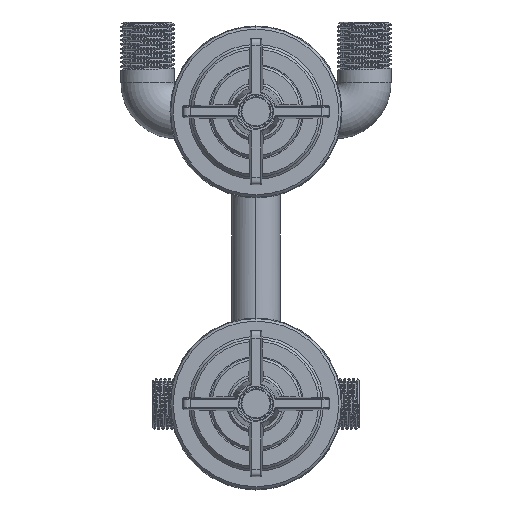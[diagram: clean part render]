
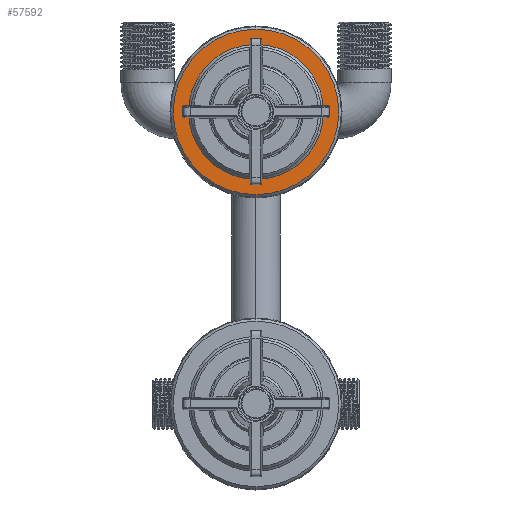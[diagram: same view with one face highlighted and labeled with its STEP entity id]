
A CAD part, top view. The second image highlights one B-rep face of the part: STEP entity #57592.
In plain terms, the highlighted planar face has unit normal (0, 0, 1).
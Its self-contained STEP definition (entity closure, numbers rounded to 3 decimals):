
#356 = DIRECTION ( 'NONE',  ( 0., 0., 1. ) ) ;
#10187 = VERTEX_POINT ( 'NONE', #29116 ) ;
#11887 = CARTESIAN_POINT ( 'NONE',  ( 0., 32.25, 37. ) ) ;
#12974 = DIRECTION ( 'NONE',  ( 0., 0., -1. ) ) ;
#13479 = EDGE_CURVE ( 'NONE', #60881, #55944, #40181, .T. ) ;
#13536 = DIRECTION ( 'NONE',  ( 0., 0., 1. ) ) ;
#14826 = CARTESIAN_POINT ( 'NONE',  ( 0., 87.75, 37. ) ) ;
#17788 = DIRECTION ( 'NONE',  ( 0., 0., -1. ) ) ;
#21330 = AXIS2_PLACEMENT_3D ( 'NONE', #27059, #65562, #32626 ) ;
#22325 = AXIS2_PLACEMENT_3D ( 'NONE', #46598, #13536, #52105 ) ;
#25023 = EDGE_CURVE ( 'NONE', #10187, #57998, #60771, .T. ) ;
#27059 = CARTESIAN_POINT ( 'NONE',  ( 0., 60., 37. ) ) ;
#27624 = PLANE ( 'NONE',  #38969 ) ;
#27871 = EDGE_LOOP ( 'NONE', ( #54035, #37316 ) ) ;
#28878 = EDGE_CURVE ( 'NONE', #55944, #60881, #49042, .T. ) ;
#29116 = CARTESIAN_POINT ( 'NONE',  ( 0., 94., 37. ) ) ;
#29888 = CARTESIAN_POINT ( 'NONE',  ( 0., 26., 37. ) ) ;
#32626 = DIRECTION ( 'NONE',  ( 0., -1., 0. ) ) ;
#33382 = CARTESIAN_POINT ( 'NONE',  ( 0., 60., 37. ) ) ;
#34799 = ORIENTED_EDGE ( 'NONE', *, *, #28878, .T. ) ;
#37316 = ORIENTED_EDGE ( 'NONE', *, *, #56449, .T. ) ;
#38952 = DIRECTION ( 'NONE',  ( 0., -1., 0. ) ) ;
#38969 = AXIS2_PLACEMENT_3D ( 'NONE', #33382, #356, #38952 ) ;
#40181 = CIRCLE ( 'NONE', #55029, 27.75 ) ;
#45362 = ORIENTED_EDGE ( 'NONE', *, *, #13479, .T. ) ;
#45441 = EDGE_LOOP ( 'NONE', ( #34799, #45362 ) ) ;
#46047 = CARTESIAN_POINT ( 'NONE',  ( 0., 60., 37. ) ) ;
#46598 = CARTESIAN_POINT ( 'NONE',  ( 0., 60., 37. ) ) ;
#49042 = CIRCLE ( 'NONE', #58928, 27.75 ) ;
#50798 = CARTESIAN_POINT ( 'NONE',  ( 0., 60., 37. ) ) ;
#51547 = DIRECTION ( 'NONE',  ( 0., -1., 0. ) ) ;
#52105 = DIRECTION ( 'NONE',  ( 0., -1., 0. ) ) ;
#54035 = ORIENTED_EDGE ( 'NONE', *, *, #25023, .T. ) ;
#55029 = AXIS2_PLACEMENT_3D ( 'NONE', #46047, #12974, #51547 ) ;
#55944 = VERTEX_POINT ( 'NONE', #14826 ) ;
#56300 = DIRECTION ( 'NONE',  ( 0., -1., 0. ) ) ;
#56449 = EDGE_CURVE ( 'NONE', #57998, #10187, #57804, .T. ) ;
#57592 = ADVANCED_FACE ( 'NONE', ( #60201, #58441 ), #27624, .T. ) ;
#57804 = CIRCLE ( 'NONE', #21330, 34. ) ;
#57998 = VERTEX_POINT ( 'NONE', #29888 ) ;
#58441 = FACE_OUTER_BOUND ( 'NONE', #27871, .T. ) ;
#58928 = AXIS2_PLACEMENT_3D ( 'NONE', #50798, #17788, #56300 ) ;
#60201 = FACE_BOUND ( 'NONE', #45441, .T. ) ;
#60771 = CIRCLE ( 'NONE', #22325, 34. ) ;
#60881 = VERTEX_POINT ( 'NONE', #11887 ) ;
#65562 = DIRECTION ( 'NONE',  ( 0., 0., 1. ) ) ;
